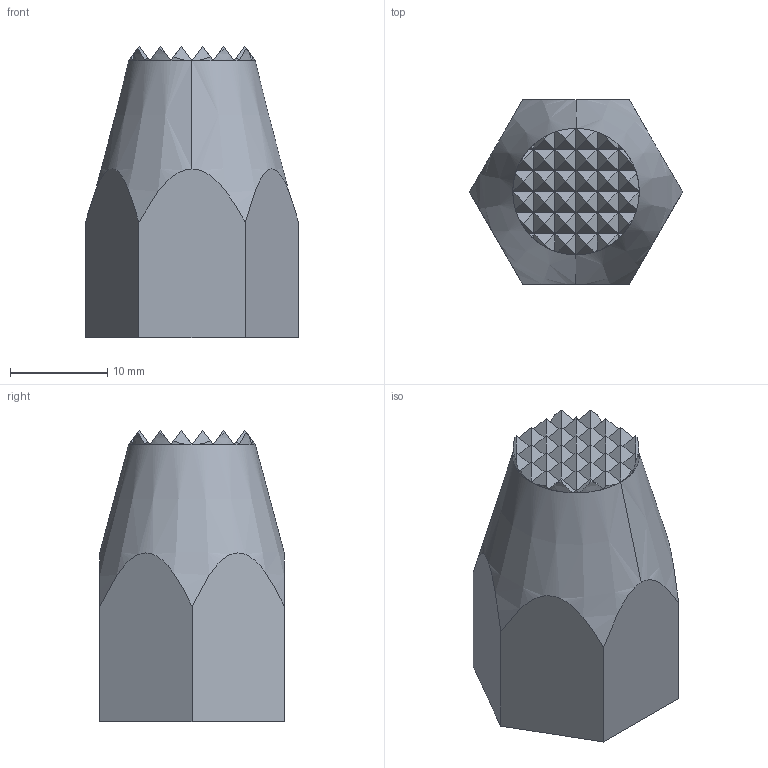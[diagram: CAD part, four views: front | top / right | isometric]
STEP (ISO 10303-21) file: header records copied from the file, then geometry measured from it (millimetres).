
FILE_DESCRIPTION(('STEP AP214'),'1');
FILE_NAME(' ',' ',('TraceParts'),('TraceParts S.A.'),'XStep 1.0',' ',' ');
FILE_SCHEMA(('automotive_design'));
Length unit declared in the file: millimetre
Products named in the file (1): 1
Bounding box: 21.9 x 18.97 x 30 mm (x, y, z)
Volume: 6049.1 mm3; surface area: 2873.6 mm2
Topology: 1 solids, 1 shells, 172 faces, 306 edges, 136 vertices
Faces by surface type: plane 144, cylinder 22, cone 6
Entity records: 7464 total; most frequent: DIRECTION 726, CARTESIAN_POINT 629, STYLED_ITEM 613, PRESENTATION_STYLE_ASSIGNMENT 613, COLOUR_RGB 613, ORIENTED_EDGE 608, EDGE_CURVE 304, CURVE_STYLE 304
